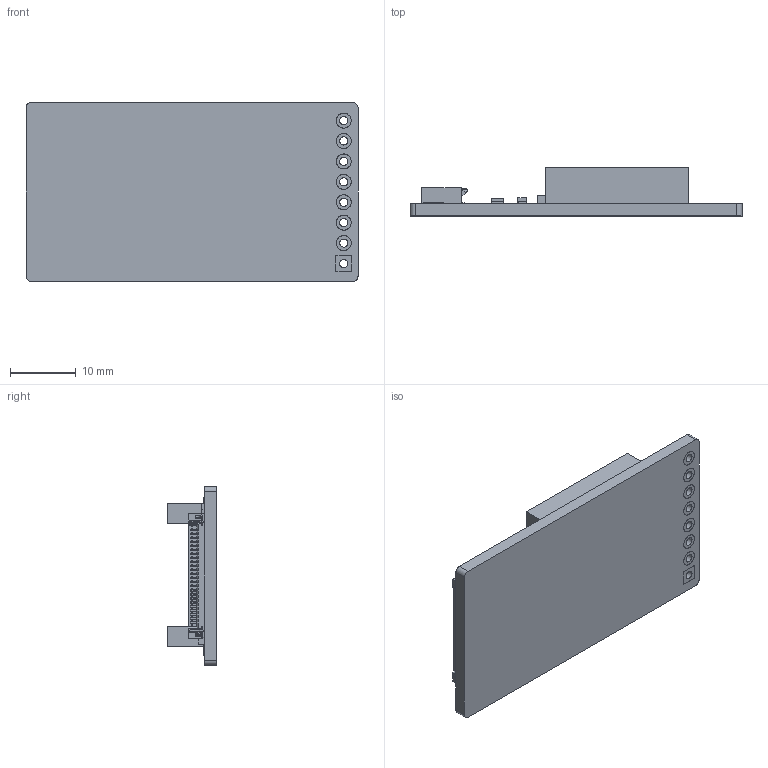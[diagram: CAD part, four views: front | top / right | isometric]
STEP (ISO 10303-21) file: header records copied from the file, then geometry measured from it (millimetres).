
FILE_DESCRIPTION(('FreeCAD Model'),'2;1');
FILE_NAME('Open CASCADE Shape Model','2025-04-30T05:43:41',('FreeCAD'),( 'FreeCAD'),'Open CASCADE STEP processor 7.6','FreeCAD','Unknown');
FILE_SCHEMA(('AUTOMOTIVE_DESIGN { 1 0 10303 214 1 1 1 1 }'));
Products named in the file (1): Open CASCADE STEP translator 7.6 1
Bounding box: 50.4 x 7.36 x 27.14 mm (x, y, z)
Volume: 3434.4 mm3; surface area: 5486.8 mm2
Topology: 31 solids, 31 shells, 2690 faces, 7608 edges, 4966 vertices
Faces by surface type: bspline 2690
Entity records: 80404 total; most frequent: CARTESIAN_POINT 36737, ORIENTED_EDGE 15210, EDGE_CURVE 7605, B_SPLINE_CURVE_WITH_KNOTS 5777, VERTEX_POINT 4966, FACE_BOUND 2779, EDGE_LOOP 2779, ADVANCED_FACE 2690
